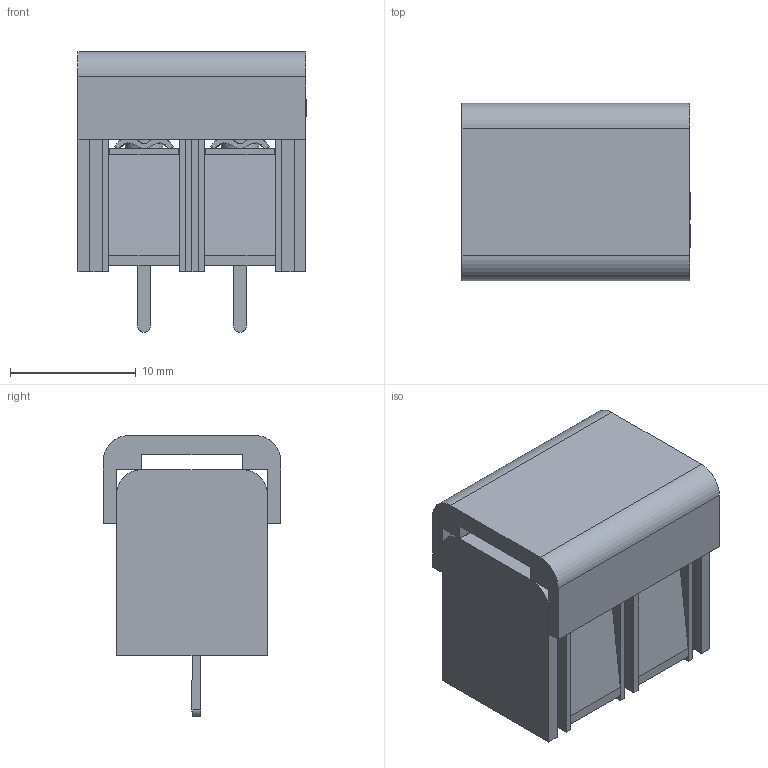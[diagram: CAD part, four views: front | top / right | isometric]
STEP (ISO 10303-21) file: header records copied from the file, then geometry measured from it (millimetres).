
FILE_DESCRIPTION (( 'STEP AP214' ), '1' );
FILE_NAME ('CONN-TH_KF28C-7.62-2P.step', '2022-08-02T16:22:19', ( '' ), ( '' ), 'SwSTEP 2.0', 'SolidWorks 2020', '' );
FILE_SCHEMA (( 'AUTOMOTIVE_DESIGN' ));
Length unit declared in the file: millimetre
Products named in the file (1): CONN-TH_KF28C-7.62-2P
Bounding box: 18.12 x 14.1 x 22.3 mm (x, y, z)
Volume: 2996.6 mm3; surface area: 3339.8 mm2
Topology: 16 solids, 16 shells, 749 faces, 2013 edges, 1310 vertices
Faces by surface type: plane 425, bspline 202, cylinder 92, torus 22, sphere 8
Entity records: 35169 total; most frequent: CARTESIAN_POINT 10721, ORIENTED_EDGE 4010, DIRECTION 2803, EDGE_CURVE 2005, LINE 1363, VECTOR 1363, VERTEX_POINT 1310, EDGE_LOOP 791
